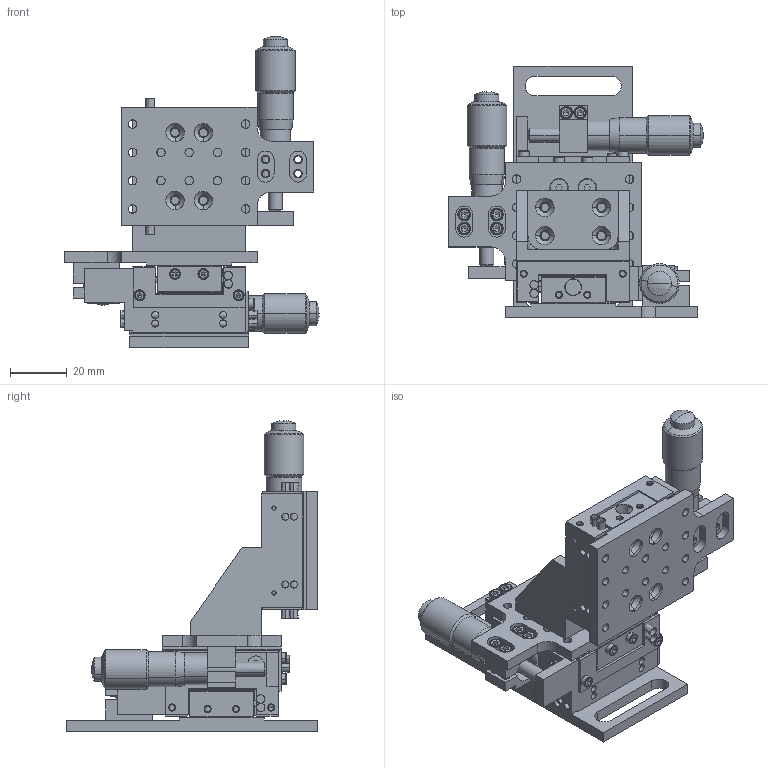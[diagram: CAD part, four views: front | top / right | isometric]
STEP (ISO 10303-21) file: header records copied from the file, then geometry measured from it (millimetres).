
FILE_DESCRIPTION(/* description */ (''),/* implementation_level */ '2;1');
FILE_NAME(/* name */ '02-3TS~1',/* time_stamp */ '2022-01-14T12:52:11+03:00',/* author */ (''),/* organization */ (''),/* preprocessor_version */ 'ST-DEVELOPER v15',/* originating_system */ '',/* authorisation */ '');
FILE_SCHEMA (('AUTOMOTIVE_DESIGN'));
Products named in the file (2): Document; Block 01
Assembly tree (1 placements, depth 2):
  Document
    Block 01
Bounding box: 90 x 89 x 110 mm (x, y, z)
Volume: 41.6 mm3; surface area: 70389.9 mm2
Topology: 25 solids, 61 shells, 1583 faces, 4435 edges, 2850 vertices
Faces by surface type: bspline 1583
Entity records: 113883 total; most frequent: CARTESIAN_POINT 60674, B_SPLINE_CURVE_WITH_KNOTS 9479, ORIENTED_EDGE 8457, PCURVE 8457, DEFINITIONAL_REPRESENTATION 8457, SURFACE_CURVE 4379, EDGE_CURVE 4379, VERTEX_POINT 2850
